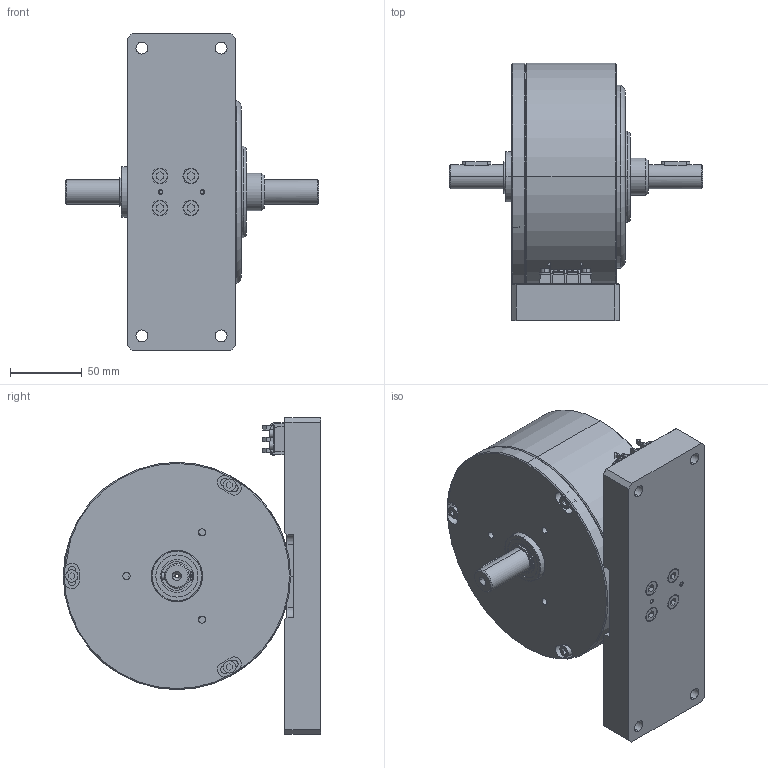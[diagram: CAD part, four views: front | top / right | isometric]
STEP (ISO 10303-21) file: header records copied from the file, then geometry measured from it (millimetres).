
FILE_DESCRIPTION (( 'STEP AP214' ), '1' );
FILE_NAME ('CHB-5_EF.STEP', '2016-03-21T14:12:03', ( 'magtrol' ), ( '' ), 'SwSTEP 2.0', 'SolidWorks 2015', '' );
FILE_SCHEMA (( 'AUTOMOTIVE_DESIGN' ));
Length unit declared in the file: inch
Products named in the file (1): CHB-5_EF
Bounding box: 176.23 x 178.99 x 220 mm (x, y, z)
Surface area: 174683.1 mm2 (no closed solid volume)
Topology: 0 solids, 27 shells, 495 faces, 1863 edges, 1396 vertices
Faces by surface type: plane 237, cylinder 182, cone 62, torus 14
Entity records: 26731 total; most frequent: CARTESIAN_POINT 4580, DIRECTION 3323, ORIENTED_EDGE 2868, EDGE_CURVE 1863, VERTEX_POINT 1396, AXIS2_PLACEMENT_3D 1191, VECTOR 941, LINE 941
